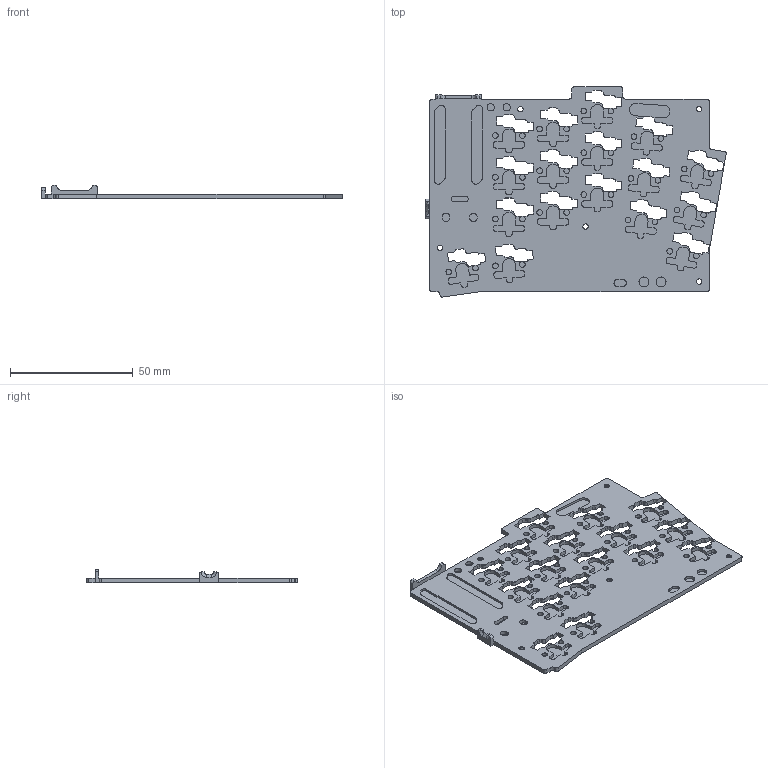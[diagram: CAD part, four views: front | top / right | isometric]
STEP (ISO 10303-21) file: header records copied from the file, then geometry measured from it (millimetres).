
FILE_DESCRIPTION(/* description */ (''),/* implementation_level */ '2;1');
FILE_NAME(/* name */ 'R_BOTTOM.step',/* time_stamp */ '2025-10-09T23:15:30+09:00',/* author */ (''),/* organization */ (''),/* preprocessor_version */ 'ST-DEVELOPER v20.1',/* originating_system */ 'Autodesk Translation Framework v14.17.0.0',/* authorisation */ '');
FILE_SCHEMA (('AUTOMOTIVE_DESIGN { 1 0 10303 214 3 1 1 }'));
Length unit declared in the file: millimetre
Products named in the file (1): R_BOTTOM
Bounding box: 122.29 x 85.56 x 5.51 mm (x, y, z)
Volume: 13008.1 mm3; surface area: 20032.4 mm2
Topology: 1 solids, 1 shells, 1017 faces, 2882 edges, 1919 vertices
Faces by surface type: plane 604, cylinder 406, cone 7
Full cylindrical faces by diameter (mm): 2.2 x5, 2.3 x17, 3 x2, 4 x2, 9 x4
Entity records: 33204 total; most frequent: CARTESIAN_POINT 5825, ORIENTED_EDGE 5764, DIRECTION 5737, EDGE_CURVE 2882, LINE 2059, VECTOR 2059, VERTEX_POINT 1919, AXIS2_PLACEMENT_3D 1839
